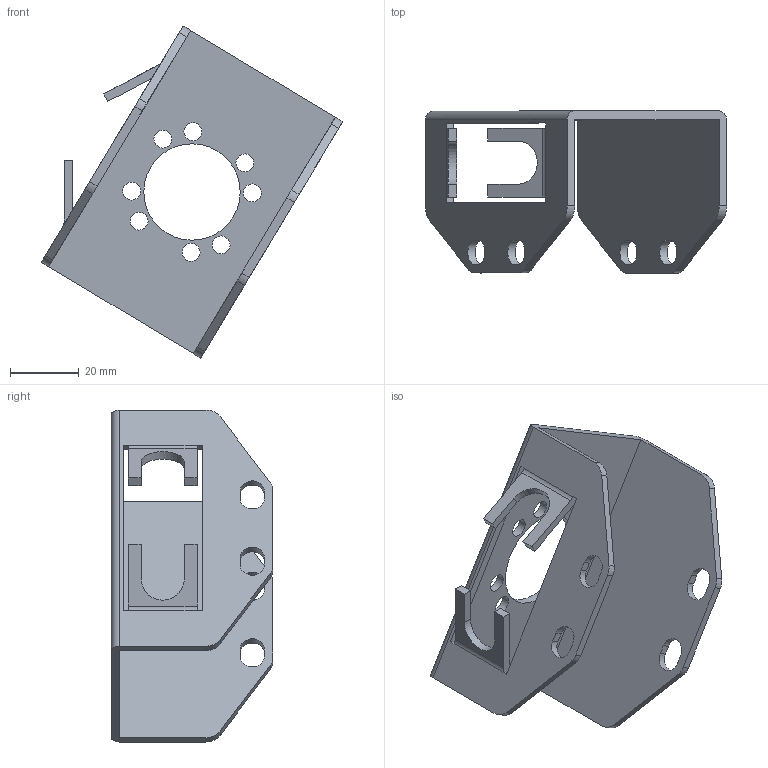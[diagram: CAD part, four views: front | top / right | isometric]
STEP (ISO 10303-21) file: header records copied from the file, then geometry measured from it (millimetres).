
FILE_DESCRIPTION((''),'2;1');
FILE_NAME('58140015X100.stp','2010-10-26T10:27:44',('thilbrands'),(''),'Autodesk Inventor 2008','Autodesk Inventor 2008','');
FILE_SCHEMA(('AUTOMOTIVE_DESIGN { 1 0 10303 214 1 1 1 1 }'));
Length unit declared in the file: millimetre
Products named in the file (1): 58140015X100_neu
Bounding box: 87.49 x 47 x 96.39 mm (x, y, z)
Volume: 21542.3 mm3; surface area: 19768.2 mm2
Topology: 1 solids, 1 shells, 77 faces, 225 edges, 150 vertices
Faces by surface type: plane 44, cylinder 33
Full cylindrical faces by diameter (mm): 5.2 x8, 28 x1
Entity records: 2602 total; most frequent: CARTESIAN_POINT 444, DIRECTION 438, ORIENTED_EDGE 432, EDGE_CURVE 216, VERTEX_POINT 150, VECTOR 150, LINE 150, AXIS2_PLACEMENT_3D 144
